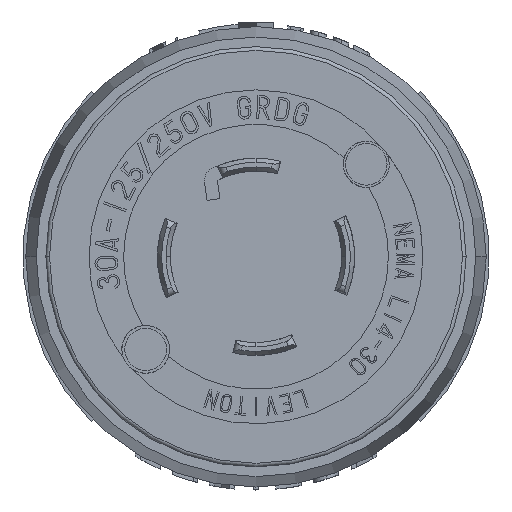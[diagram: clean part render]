
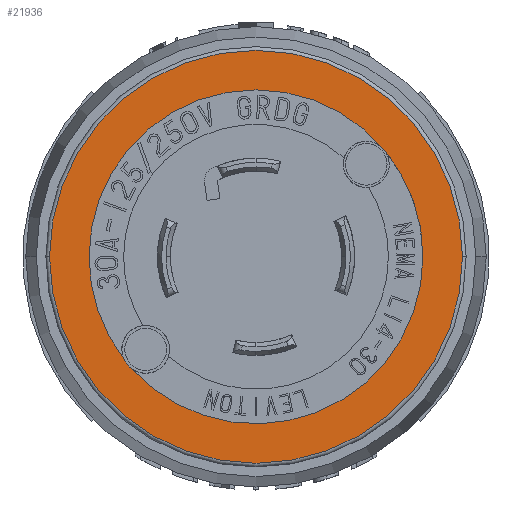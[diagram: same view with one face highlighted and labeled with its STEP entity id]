
A CAD part, left-side view. The second image highlights one B-rep face of the part: STEP entity #21936.
In plain terms, the highlighted planar face has unit normal (-1, 0, 0).
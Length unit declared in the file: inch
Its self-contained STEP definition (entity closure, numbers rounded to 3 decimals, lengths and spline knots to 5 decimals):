
#975 = CIRCLE ( 'NONE', #24289, 0.12995 ) ;
#1554 = CARTESIAN_POINT ( 'NONE',  ( 1.313, 0., 0. ) ) ;
#2465 = CARTESIAN_POINT ( 'NONE',  ( 1.313, 0.66882, -0.61116 ) ) ;
#4270 = DIRECTION ( 'NONE',  ( 0., 1., 0. ) ) ;
#5073 = CIRCLE ( 'NONE', #40894, 1.1205 ) ;
#5262 = FACE_BOUND ( 'NONE', #10505, .T. ) ;
#5528 = AXIS2_PLACEMENT_3D ( 'NONE', #1554, #48485, #28671 ) ;
#5953 = EDGE_CURVE ( 'NONE', #12807, #43388, #23232, .T. ) ;
#6487 = EDGE_LOOP ( 'NONE', ( #38661, #16188 ) ) ;
#8775 = ORIENTED_EDGE ( 'NONE', *, *, #23894, .F. ) ;
#9807 = AXIS2_PLACEMENT_3D ( 'NONE', #43846, #32606, #32854 ) ;
#10505 = EDGE_LOOP ( 'NONE', ( #14965, #27733, #8775, #45400 ) ) ;
#10717 = CARTESIAN_POINT ( 'NONE',  ( 1.313, -0.906, 0. ) ) ;
#11541 = CARTESIAN_POINT ( 'NONE',  ( 1.313, 0., 0. ) ) ;
#12555 = FACE_OUTER_BOUND ( 'NONE', #6487, .T. ) ;
#12807 = VERTEX_POINT ( 'NONE', #22845 ) ;
#14684 = VERTEX_POINT ( 'NONE', #2465 ) ;
#14965 = ORIENTED_EDGE ( 'NONE', *, *, #5953, .F. ) ;
#15459 = DIRECTION ( 'NONE',  ( -1., 0., 0. ) ) ;
#16188 = ORIENTED_EDGE ( 'NONE', *, *, #41666, .T. ) ;
#16542 = DIRECTION ( 'NONE',  ( 0., 1., 0. ) ) ;
#17277 = VERTEX_POINT ( 'NONE', #10717 ) ;
#19357 = CIRCLE ( 'NONE', #37675, 1.1205 ) ;
#19395 = DIRECTION ( 'NONE',  ( 0., 1., 0. ) ) ;
#20135 = PLANE ( 'NONE',  #9807 ) ;
#20248 = DIRECTION ( 'NONE',  ( -1., 0., 0. ) ) ;
#20640 = AXIS2_PLACEMENT_3D ( 'NONE', #11541, #22819, #19395 ) ;
#21472 = VERTEX_POINT ( 'NONE', #38352 ) ;
#21479 = CARTESIAN_POINT ( 'NONE',  ( 1.313, -1.1205, 0. ) ) ;
#21936 = ADVANCED_FACE ( 'NONE', ( #5262, #12555 ), #20135, .T. ) ;
#22585 = CARTESIAN_POINT ( 'NONE',  ( 1.313, 0.59828, -0.50202 ) ) ;
#22819 = DIRECTION ( 'NONE',  ( -1., 0., 0. ) ) ;
#22845 = CARTESIAN_POINT ( 'NONE',  ( 1.313, 0.906, 0. ) ) ;
#23232 = CIRCLE ( 'NONE', #50629, 0.906 ) ;
#23894 = EDGE_CURVE ( 'NONE', #14684, #17277, #44612, .T. ) ;
#24289 = AXIS2_PLACEMENT_3D ( 'NONE', #22585, #41617, #25992 ) ;
#25992 = DIRECTION ( 'NONE',  ( 0., -1., 0. ) ) ;
#26736 = CARTESIAN_POINT ( 'NONE',  ( 1.313, 0.71802, -0.55253 ) ) ;
#27733 = ORIENTED_EDGE ( 'NONE', *, *, #31025, .F. ) ;
#27777 = CARTESIAN_POINT ( 'NONE',  ( 1.313, 0., 0. ) ) ;
#28671 = DIRECTION ( 'NONE',  ( 0., 1., 0. ) ) ;
#31025 = EDGE_CURVE ( 'NONE', #17277, #12807, #34865, .T. ) ;
#31732 = DIRECTION ( 'NONE',  ( 0., 1., 0. ) ) ;
#32606 = DIRECTION ( 'NONE',  ( -1., 0., 0. ) ) ;
#32854 = DIRECTION ( 'NONE',  ( 0., 0., 1. ) ) ;
#33809 = EDGE_CURVE ( 'NONE', #43388, #14684, #975, .T. ) ;
#33965 = CARTESIAN_POINT ( 'NONE',  ( 1.313, 0., 0. ) ) ;
#34865 = CIRCLE ( 'NONE', #20640, 0.906 ) ;
#36991 = VERTEX_POINT ( 'NONE', #21479 ) ;
#37675 = AXIS2_PLACEMENT_3D ( 'NONE', #27777, #44416, #16542 ) ;
#38352 = CARTESIAN_POINT ( 'NONE',  ( 1.313, 1.1205, 0. ) ) ;
#38661 = ORIENTED_EDGE ( 'NONE', *, *, #40711, .T. ) ;
#39570 = CARTESIAN_POINT ( 'NONE',  ( 1.313, 0., 0. ) ) ;
#40711 = EDGE_CURVE ( 'NONE', #21472, #36991, #5073, .T. ) ;
#40894 = AXIS2_PLACEMENT_3D ( 'NONE', #39570, #20248, #31732 ) ;
#41617 = DIRECTION ( 'NONE',  ( -1., 0., 0. ) ) ;
#41666 = EDGE_CURVE ( 'NONE', #36991, #21472, #19357, .T. ) ;
#43388 = VERTEX_POINT ( 'NONE', #26736 ) ;
#43846 = CARTESIAN_POINT ( 'NONE',  ( 1.313, -1.0354, 0. ) ) ;
#44416 = DIRECTION ( 'NONE',  ( -1., 0., 0. ) ) ;
#44612 = CIRCLE ( 'NONE', #5528, 0.906 ) ;
#45400 = ORIENTED_EDGE ( 'NONE', *, *, #33809, .F. ) ;
#48485 = DIRECTION ( 'NONE',  ( -1., 0., 0. ) ) ;
#50629 = AXIS2_PLACEMENT_3D ( 'NONE', #33965, #15459, #4270 ) ;
